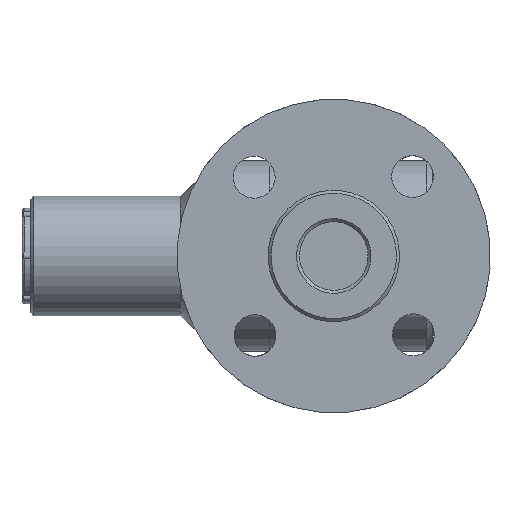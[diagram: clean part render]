
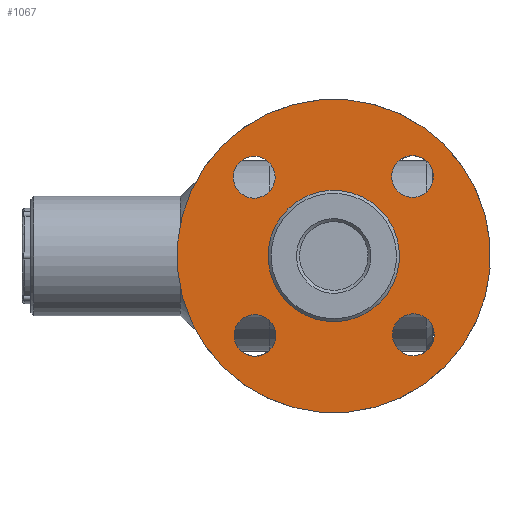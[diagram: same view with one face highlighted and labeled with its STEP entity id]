
A CAD part, left-side view. The second image highlights one B-rep face of the part: STEP entity #1067.
In plain terms, the highlighted face is planar.
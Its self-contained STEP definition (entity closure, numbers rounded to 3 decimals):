
#34 = FACE_BOUND ( 'NONE', #2012, .T. ) ;
#47 = EDGE_LOOP ( 'NONE', ( #1448 ) ) ;
#105 = CARTESIAN_POINT ( 'NONE',  ( 18.25, 0., 0. ) ) ;
#161 = CARTESIAN_POINT ( 'NONE',  ( 0., -37.5, 0. ) ) ;
#213 = CIRCLE ( 'NONE', #668, 7. ) ;
#237 = EDGE_CURVE ( 'NONE', #987, #987, #1272, .T. ) ;
#247 = AXIS2_PLACEMENT_3D ( 'NONE', #794, #813, #1331 ) ;
#250 = VERTEX_POINT ( 'NONE', #977 ) ;
#354 = VERTEX_POINT ( 'NONE', #1262 ) ;
#406 = CIRCLE ( 'NONE', #1726, 52.5 ) ;
#434 = AXIS2_PLACEMENT_3D ( 'NONE', #958, #1667, #455 ) ;
#441 = CIRCLE ( 'NONE', #933, 7. ) ;
#455 = DIRECTION ( 'NONE',  ( 1., 0., 0. ) ) ;
#495 = DIRECTION ( 'NONE',  ( 1., 0., 0. ) ) ;
#513 = ORIENTED_EDGE ( 'NONE', *, *, #1506, .F. ) ;
#562 = FACE_BOUND ( 'NONE', #47, .T. ) ;
#620 = EDGE_CURVE ( 'NONE', #1537, #1537, #213, .T. ) ;
#665 = CARTESIAN_POINT ( 'NONE',  ( 7., -37.5, 0. ) ) ;
#668 = AXIS2_PLACEMENT_3D ( 'NONE', #161, #842, #1559 ) ;
#697 = DIRECTION ( 'NONE',  ( 0., 0., 1. ) ) ;
#762 = DIRECTION ( 'NONE',  ( 1., 0., 0. ) ) ;
#780 = EDGE_LOOP ( 'NONE', ( #923 ) ) ;
#786 = EDGE_CURVE ( 'NONE', #250, #250, #2289, .T. ) ;
#794 = CARTESIAN_POINT ( 'NONE',  ( 0., 0., 0. ) ) ;
#813 = DIRECTION ( 'NONE',  ( 0., 0., 1. ) ) ;
#842 = DIRECTION ( 'NONE',  ( 0., 0., 1. ) ) ;
#854 = DIRECTION ( 'NONE',  ( 1., 0., 0. ) ) ;
#923 = ORIENTED_EDGE ( 'NONE', *, *, #1947, .T. ) ;
#933 = AXIS2_PLACEMENT_3D ( 'NONE', #2314, #697, #1415 ) ;
#947 = FACE_BOUND ( 'NONE', #1436, .T. ) ;
#958 = CARTESIAN_POINT ( 'NONE',  ( -37.5, 0., 0. ) ) ;
#977 = CARTESIAN_POINT ( 'NONE',  ( -30.5, 0., 0. ) ) ;
#987 = VERTEX_POINT ( 'NONE', #105 ) ;
#1067 = ADVANCED_FACE ( 'NONE', ( #947, #1084, #1654, #34, #1647, #562 ), #1267, .F. ) ;
#1077 = VERTEX_POINT ( 'NONE', #1979 ) ;
#1084 = FACE_BOUND ( 'NONE', #780, .T. ) ;
#1098 = CIRCLE ( 'NONE', #1585, 7. ) ;
#1188 = CARTESIAN_POINT ( 'NONE',  ( 0., 37.5, 0. ) ) ;
#1262 = CARTESIAN_POINT ( 'NONE',  ( 7., 37.5, 0. ) ) ;
#1267 = PLANE ( 'NONE',  #1957 ) ;
#1272 = CIRCLE ( 'NONE', #247, 18.25 ) ;
#1331 = DIRECTION ( 'NONE',  ( 1., 0., 0. ) ) ;
#1350 = EDGE_LOOP ( 'NONE', ( #1653 ) ) ;
#1415 = DIRECTION ( 'NONE',  ( 1., 0., 0. ) ) ;
#1425 = CARTESIAN_POINT ( 'NONE',  ( 44.5, 0., 0. ) ) ;
#1436 = EDGE_LOOP ( 'NONE', ( #1625 ) ) ;
#1448 = ORIENTED_EDGE ( 'NONE', *, *, #237, .T. ) ;
#1506 = EDGE_CURVE ( 'NONE', #1077, #1077, #406, .T. ) ;
#1537 = VERTEX_POINT ( 'NONE', #665 ) ;
#1559 = DIRECTION ( 'NONE',  ( 1., 0., 0. ) ) ;
#1585 = AXIS2_PLACEMENT_3D ( 'NONE', #1188, #1720, #854 ) ;
#1625 = ORIENTED_EDGE ( 'NONE', *, *, #786, .T. ) ;
#1647 = FACE_OUTER_BOUND ( 'NONE', #2041, .T. ) ;
#1653 = ORIENTED_EDGE ( 'NONE', *, *, #2082, .T. ) ;
#1654 = FACE_BOUND ( 'NONE', #1350, .T. ) ;
#1667 = DIRECTION ( 'NONE',  ( 0., 0., 1. ) ) ;
#1720 = DIRECTION ( 'NONE',  ( 0., 0., 1. ) ) ;
#1726 = AXIS2_PLACEMENT_3D ( 'NONE', #1758, #2109, #495 ) ;
#1758 = CARTESIAN_POINT ( 'NONE',  ( 0., 0., 0. ) ) ;
#1793 = VERTEX_POINT ( 'NONE', #1425 ) ;
#1798 = CARTESIAN_POINT ( 'NONE',  ( 0., 0., 0. ) ) ;
#1947 = EDGE_CURVE ( 'NONE', #354, #354, #1098, .T. ) ;
#1957 = AXIS2_PLACEMENT_3D ( 'NONE', #1798, #1997, #762 ) ;
#1979 = CARTESIAN_POINT ( 'NONE',  ( 52.5, 0., 0. ) ) ;
#1997 = DIRECTION ( 'NONE',  ( 0., 0., 1. ) ) ;
#2012 = EDGE_LOOP ( 'NONE', ( #2223 ) ) ;
#2041 = EDGE_LOOP ( 'NONE', ( #513 ) ) ;
#2082 = EDGE_CURVE ( 'NONE', #1793, #1793, #441, .T. ) ;
#2109 = DIRECTION ( 'NONE',  ( 0., 0., 1. ) ) ;
#2223 = ORIENTED_EDGE ( 'NONE', *, *, #620, .T. ) ;
#2289 = CIRCLE ( 'NONE', #434, 7. ) ;
#2314 = CARTESIAN_POINT ( 'NONE',  ( 37.5, 0., 0. ) ) ;
